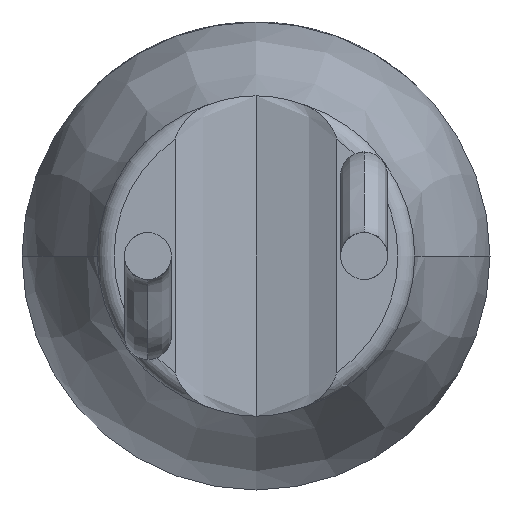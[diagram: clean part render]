
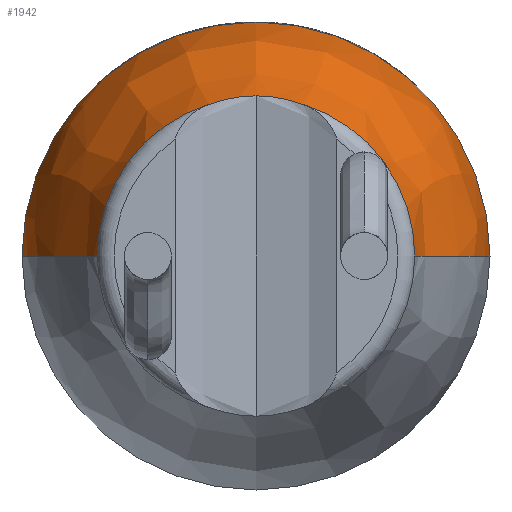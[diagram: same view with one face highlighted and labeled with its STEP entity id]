
A CAD part, front view. The second image highlights one B-rep face of the part: STEP entity #1942.
In plain terms, the highlighted free-form (B-spline) face has degree [3, 3] with [4, 4] control points.
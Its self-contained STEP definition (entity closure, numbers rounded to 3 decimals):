
#9 = CARTESIAN_POINT ( 'NONE',  ( 0., 2.915, 2.75 ) ) ;
#22 = CARTESIAN_POINT ( 'NONE',  ( 1.865, 0.167, 0. ) ) ;
#27 = AXIS2_PLACEMENT_3D ( 'NONE', #3964, #1551, #4777 ) ;
#44 = VERTEX_POINT ( 'NONE', #1881 ) ;
#87 = CARTESIAN_POINT ( 'NONE',  ( -0.552, 0.167, 1.782 ) ) ;
#147 = EDGE_CURVE ( 'NONE', #2532, #4172, #1184, .T. ) ;
#351 = CARTESIAN_POINT ( 'NONE',  ( -2.75, 2.915, 5.5 ) ) ;
#437 = CARTESIAN_POINT ( 'NONE',  ( -0.552, 0.167, 1.782 ) ) ;
#462 = CARTESIAN_POINT ( 'NONE',  ( 2.75, 2.915, 0. ) ) ;
#697 = CARTESIAN_POINT ( 'NONE',  ( 1.865, 0.167, 0. ) ) ;
#729 = EDGE_CURVE ( 'NONE', #4001, #2629, #4064, .T. ) ;
#754 = CARTESIAN_POINT ( 'NONE',  ( 0.19, 0.24, 1.873 ) ) ;
#805 = ORIENTED_EDGE ( 'NONE', *, *, #3014, .T. ) ;
#1030 = CARTESIAN_POINT ( 'NONE',  ( 0., 0.25, 1.882 ) ) ;
#1072 =( BOUNDED_SURFACE ( )  B_SPLINE_SURFACE ( 3, 3, ( 
 ( #697, #3984, #1556, #1607 ),
 ( #2355, #2395, #3605, #4386 ),
 ( #1959, #2376, #5208, #4832 ),
 ( #3555, #3587, #351, #4818 ) ),
 .UNSPECIFIED., .F., .F., .T. ) 
 B_SPLINE_SURFACE_WITH_KNOTS ( ( 4, 4 ),
 ( 4, 4 ),
 ( 0.072, 1. ),
 ( 0., 1. ),
 .UNSPECIFIED. ) 
 GEOMETRIC_REPRESENTATION_ITEM ( )  RATIONAL_B_SPLINE_SURFACE ( (
 ( 1., 0.333, 0.333, 1.),
 ( 1., 0.333, 0.333, 1.),
 ( 1., 0.333, 0.333, 1.),
 ( 1., 0.333, 0.333, 1.) ) ) 
 REPRESENTATION_ITEM ( '' )  SURFACE ( )  );
#1103 = B_SPLINE_CURVE_WITH_KNOTS ( 'NONE', 3,
 ( #4780, #3184, #754, #3167, #3196, #1572 ),
 .UNSPECIFIED., .F., .F.,
 ( 4, 2, 4 ),
 ( 0., 0., 0.001 ),
 .UNSPECIFIED. ) ;
#1142 = ORIENTED_EDGE ( 'NONE', *, *, #1251, .T. ) ;
#1184 = CIRCLE ( 'NONE', #1582, 2.75 ) ;
#1251 = EDGE_CURVE ( 'NONE', #4567, #2532, #4140, .T. ) ;
#1256 = CARTESIAN_POINT ( 'NONE',  ( 0., 0.25, 1.882 ) ) ;
#1445 = B_SPLINE_CURVE_WITH_KNOTS ( 'NONE', 3,
 ( #2179, #4210, #4230, #5104 ),
 .UNSPECIFIED., .F., .F.,
 ( 4, 4 ),
 ( 0.072, 1. ),
 .UNSPECIFIED. ) ;
#1501 = DIRECTION ( 'NONE',  ( 0., 0., -1. ) ) ;
#1551 = DIRECTION ( 'NONE',  ( 0., 1., 0. ) ) ;
#1556 = CARTESIAN_POINT ( 'NONE',  ( -1.865, 0.167, 3.731 ) ) ;
#1568 = EDGE_CURVE ( 'NONE', #3836, #4172, #1445, .T. ) ;
#1572 = CARTESIAN_POINT ( 'NONE',  ( 0.552, 0.167, 1.782 ) ) ;
#1582 = AXIS2_PLACEMENT_3D ( 'NONE', #3724, #4185, #4146 ) ;
#1607 = CARTESIAN_POINT ( 'NONE',  ( -1.865, 0.167, 0. ) ) ;
#1631 = ORIENTED_EDGE ( 'NONE', *, *, #1568, .F. ) ;
#1669 = CARTESIAN_POINT ( 'NONE',  ( 1.98, 0.862, 0. ) ) ;
#1679 = CIRCLE ( 'NONE', #27, 1.865 ) ;
#1706 = CARTESIAN_POINT ( 'NONE',  ( 0., 2.915, 0. ) ) ;
#1773 = EDGE_CURVE ( 'NONE', #44, #4459, #1679, .T. ) ;
#1798 = AXIS2_PLACEMENT_3D ( 'NONE', #1706, #4536, #2120 ) ;
#1806 = CARTESIAN_POINT ( 'NONE',  ( -0.096, 0.247, 1.881 ) ) ;
#1881 = CARTESIAN_POINT ( 'NONE',  ( 0.552, 0.167, 1.782 ) ) ;
#1942 = ADVANCED_FACE ( 'NONE', ( #4067 ), #1072, .T. ) ;
#1959 = CARTESIAN_POINT ( 'NONE',  ( 2.711, 1.267, 0. ) ) ;
#2120 = DIRECTION ( 'NONE',  ( 0., 0., -1. ) ) ;
#2179 = CARTESIAN_POINT ( 'NONE',  ( -1.865, 0.167, 0. ) ) ;
#2248 = DIRECTION ( 'NONE',  ( 0., 1., 0. ) ) ;
#2355 = CARTESIAN_POINT ( 'NONE',  ( 1.98, 0.862, 0. ) ) ;
#2369 = ORIENTED_EDGE ( 'NONE', *, *, #1773, .T. ) ;
#2376 = CARTESIAN_POINT ( 'NONE',  ( 2.711, 1.267, 5.422 ) ) ;
#2395 = CARTESIAN_POINT ( 'NONE',  ( 1.98, 0.862, 3.96 ) ) ;
#2396 = EDGE_CURVE ( 'NONE', #4459, #4567, #3146, .T. ) ;
#2496 = ORIENTED_EDGE ( 'NONE', *, *, #2835, .T. ) ;
#2532 = VERTEX_POINT ( 'NONE', #9 ) ;
#2625 = CARTESIAN_POINT ( 'NONE',  ( 2.75, 2.915, 0. ) ) ;
#2629 = VERTEX_POINT ( 'NONE', #87 ) ;
#2799 = AXIS2_PLACEMENT_3D ( 'NONE', #3913, #2248, #1501 ) ;
#2835 = EDGE_CURVE ( 'NONE', #3836, #2629, #3794, .T. ) ;
#3014 = EDGE_CURVE ( 'NONE', #4001, #44, #1103, .T. ) ;
#3091 = EDGE_LOOP ( 'NONE', ( #2369, #5145, #1142, #4684, #1631, #2496, #5196, #805 ) ) ;
#3146 = B_SPLINE_CURVE_WITH_KNOTS ( 'NONE', 3,
 ( #22, #1669, #4907, #462 ),
 .UNSPECIFIED., .F., .F.,
 ( 4, 4 ),
 ( 0.072, 1. ),
 .UNSPECIFIED. ) ;
#3167 = CARTESIAN_POINT ( 'NONE',  ( 0.374, 0.215, 1.839 ) ) ;
#3184 = CARTESIAN_POINT ( 'NONE',  ( 0.096, 0.247, 1.881 ) ) ;
#3196 = CARTESIAN_POINT ( 'NONE',  ( 0.466, 0.196, 1.814 ) ) ;
#3375 = CARTESIAN_POINT ( 'NONE',  ( -2.75, 2.915, 0. ) ) ;
#3555 = CARTESIAN_POINT ( 'NONE',  ( 2.75, 2.915, 0. ) ) ;
#3587 = CARTESIAN_POINT ( 'NONE',  ( 2.75, 2.915, 5.5 ) ) ;
#3605 = CARTESIAN_POINT ( 'NONE',  ( -1.98, 0.862, 3.96 ) ) ;
#3678 = CARTESIAN_POINT ( 'NONE',  ( -0.374, 0.215, 1.839 ) ) ;
#3724 = CARTESIAN_POINT ( 'NONE',  ( 0., 2.915, 0. ) ) ;
#3794 = CIRCLE ( 'NONE', #2799, 1.865 ) ;
#3836 = VERTEX_POINT ( 'NONE', #4306 ) ;
#3913 = CARTESIAN_POINT ( 'NONE',  ( 0., 0.167, 0. ) ) ;
#3964 = CARTESIAN_POINT ( 'NONE',  ( 0., 0.167, 0. ) ) ;
#3984 = CARTESIAN_POINT ( 'NONE',  ( 1.865, 0.167, 3.731 ) ) ;
#4001 = VERTEX_POINT ( 'NONE', #1030 ) ;
#4064 = B_SPLINE_CURVE_WITH_KNOTS ( 'NONE', 3,
 ( #1256, #1806, #4173, #3678, #4982, #437 ),
 .UNSPECIFIED., .F., .F.,
 ( 4, 2, 4 ),
 ( 0., 0., 0.001 ),
 .UNSPECIFIED. ) ;
#4067 = FACE_OUTER_BOUND ( 'NONE', #3091, .T. ) ;
#4140 = CIRCLE ( 'NONE', #1798, 2.75 ) ;
#4146 = DIRECTION ( 'NONE',  ( 0., 0., -1. ) ) ;
#4172 = VERTEX_POINT ( 'NONE', #3375 ) ;
#4173 = CARTESIAN_POINT ( 'NONE',  ( -0.19, 0.24, 1.873 ) ) ;
#4185 = DIRECTION ( 'NONE',  ( 0., -1., 0. ) ) ;
#4210 = CARTESIAN_POINT ( 'NONE',  ( -1.98, 0.862, 0. ) ) ;
#4230 = CARTESIAN_POINT ( 'NONE',  ( -2.711, 1.267, 0. ) ) ;
#4290 = CARTESIAN_POINT ( 'NONE',  ( 1.865, 0.167, 0. ) ) ;
#4306 = CARTESIAN_POINT ( 'NONE',  ( -1.865, 0.167, 0. ) ) ;
#4386 = CARTESIAN_POINT ( 'NONE',  ( -1.98, 0.862, 0. ) ) ;
#4459 = VERTEX_POINT ( 'NONE', #4290 ) ;
#4536 = DIRECTION ( 'NONE',  ( 0., -1., 0. ) ) ;
#4567 = VERTEX_POINT ( 'NONE', #2625 ) ;
#4684 = ORIENTED_EDGE ( 'NONE', *, *, #147, .T. ) ;
#4777 = DIRECTION ( 'NONE',  ( 0., 0., -1. ) ) ;
#4780 = CARTESIAN_POINT ( 'NONE',  ( 0., 0.25, 1.882 ) ) ;
#4818 = CARTESIAN_POINT ( 'NONE',  ( -2.75, 2.915, 0. ) ) ;
#4832 = CARTESIAN_POINT ( 'NONE',  ( -2.711, 1.267, 0. ) ) ;
#4907 = CARTESIAN_POINT ( 'NONE',  ( 2.711, 1.267, 0. ) ) ;
#4982 = CARTESIAN_POINT ( 'NONE',  ( -0.466, 0.196, 1.814 ) ) ;
#5104 = CARTESIAN_POINT ( 'NONE',  ( -2.75, 2.915, 0. ) ) ;
#5145 = ORIENTED_EDGE ( 'NONE', *, *, #2396, .T. ) ;
#5196 = ORIENTED_EDGE ( 'NONE', *, *, #729, .F. ) ;
#5208 = CARTESIAN_POINT ( 'NONE',  ( -2.711, 1.267, 5.422 ) ) ;
